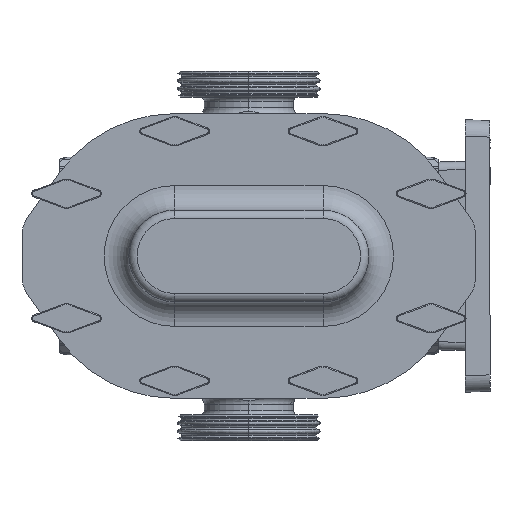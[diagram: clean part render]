
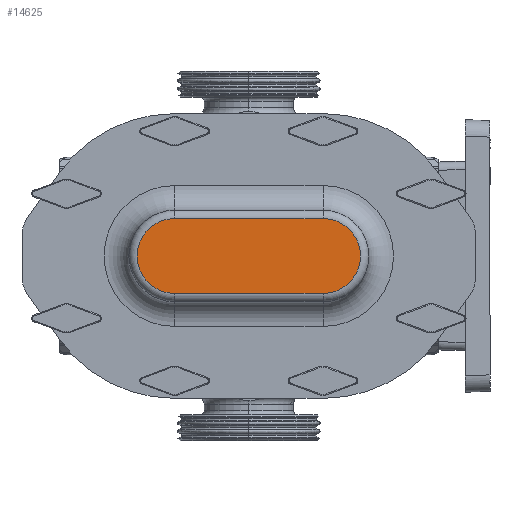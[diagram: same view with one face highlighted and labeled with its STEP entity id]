
A CAD part, left-side view. The second image highlights one B-rep face of the part: STEP entity #14625.
In plain terms, the highlighted planar face has unit normal (-1, 0, 0).
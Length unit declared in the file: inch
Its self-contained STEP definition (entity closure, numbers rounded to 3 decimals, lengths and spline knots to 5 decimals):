
#736 = DIRECTION ( 'NONE',  ( -1., 0., 0. ) ) ;
#1495 = EDGE_CURVE ( 'NONE', #10363, #26208, #28734, .T. ) ;
#1606 = ORIENTED_EDGE ( 'NONE', *, *, #10994, .T. ) ;
#1901 = VECTOR ( 'NONE', #38158, 39.37008 ) ;
#3629 = FACE_OUTER_BOUND ( 'NONE', #16148, .T. ) ;
#4265 = CARTESIAN_POINT ( 'NONE',  ( -2.21, -2.25, 0. ) ) ;
#5396 = AXIS2_PLACEMENT_3D ( 'NONE', #15707, #34713, #37981 ) ;
#5408 = CARTESIAN_POINT ( 'NONE',  ( -2.21, 2.25, 1.135 ) ) ;
#5514 = CARTESIAN_POINT ( 'NONE',  ( -2.21, -2.25, -1.135 ) ) ;
#5652 = AXIS2_PLACEMENT_3D ( 'NONE', #21882, #736, #16520 ) ;
#6575 = CARTESIAN_POINT ( 'NONE',  ( -2.21, 2.25, -1.135 ) ) ;
#6602 = EDGE_CURVE ( 'NONE', #36008, #29706, #11126, .T. ) ;
#7045 = CARTESIAN_POINT ( 'NONE',  ( -2.21, -2.25, -1.135 ) ) ;
#8177 = ORIENTED_EDGE ( 'NONE', *, *, #1495, .T. ) ;
#9608 = VECTOR ( 'NONE', #20330, 39.37008 ) ;
#10363 = VERTEX_POINT ( 'NONE', #6575 ) ;
#10994 = EDGE_CURVE ( 'NONE', #29706, #10363, #36082, .T. ) ;
#11126 = LINE ( 'NONE', #5408, #9608 ) ;
#14625 = ADVANCED_FACE ( 'NONE', ( #3629 ), #18784, .T. ) ;
#15225 = AXIS2_PLACEMENT_3D ( 'NONE', #4265, #23491, #23102 ) ;
#15707 = CARTESIAN_POINT ( 'NONE',  ( -2.21, 2.25, 0. ) ) ;
#16148 = EDGE_LOOP ( 'NONE', ( #20223, #1606, #8177, #39740 ) ) ;
#16520 = DIRECTION ( 'NONE',  ( 0., 0., 1. ) ) ;
#18784 = PLANE ( 'NONE',  #5652 ) ;
#20223 = ORIENTED_EDGE ( 'NONE', *, *, #6602, .T. ) ;
#20330 = DIRECTION ( 'NONE',  ( 0., 1., 0. ) ) ;
#21882 = CARTESIAN_POINT ( 'NONE',  ( -2.21, 2.25, 0. ) ) ;
#22861 = CARTESIAN_POINT ( 'NONE',  ( -2.21, -2.25, 1.135 ) ) ;
#23102 = DIRECTION ( 'NONE',  ( 0., 0., 1. ) ) ;
#23491 = DIRECTION ( 'NONE',  ( -1., 0., 0. ) ) ;
#25016 = CIRCLE ( 'NONE', #15225, 1.135 ) ;
#26208 = VERTEX_POINT ( 'NONE', #5514 ) ;
#28734 = LINE ( 'NONE', #7045, #1901 ) ;
#29706 = VERTEX_POINT ( 'NONE', #32735 ) ;
#29979 = EDGE_CURVE ( 'NONE', #26208, #36008, #25016, .T. ) ;
#32735 = CARTESIAN_POINT ( 'NONE',  ( -2.21, 2.25, 1.135 ) ) ;
#34713 = DIRECTION ( 'NONE',  ( -1., 0., 0. ) ) ;
#36008 = VERTEX_POINT ( 'NONE', #22861 ) ;
#36082 = CIRCLE ( 'NONE', #5396, 1.135 ) ;
#37981 = DIRECTION ( 'NONE',  ( 0., 0., 1. ) ) ;
#38158 = DIRECTION ( 'NONE',  ( 0., -1., 0. ) ) ;
#39740 = ORIENTED_EDGE ( 'NONE', *, *, #29979, .T. ) ;
